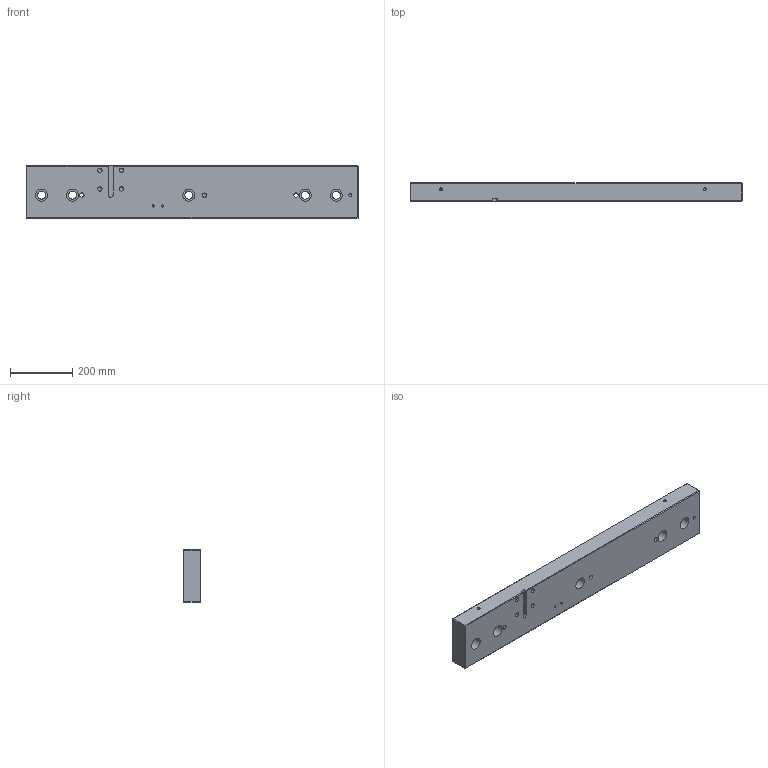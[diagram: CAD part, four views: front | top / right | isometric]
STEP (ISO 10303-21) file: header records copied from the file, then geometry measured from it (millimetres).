
FILE_DESCRIPTION (( 'STEP AP203' ), '1' );
FILE_NAME ('472B22S03-導軌.STEP', '2023-09-28T06:26:07', ( '' ), ( '' ), 'SwSTEP 2.0', 'SolidWorks 2018', '' );
FILE_SCHEMA (( 'CONFIG_CONTROL_DESIGN' ));
Length unit declared in the file: millimetre
Products named in the file (1): 472B22S03-導軌
Bounding box: 1070 x 58 x 170 mm (x, y, z)
Volume: 10201187.3 mm3; surface area: 553654.5 mm2
Topology: 1 solids, 1 shells, 89 faces, 210 edges, 126 vertices
Faces by surface type: plane 34, cylinder 31, cone 24
Full cylindrical faces by diameter (mm): 6.8 x2, 7.9 x2, 8.4 x4, 8.5 x4, 10.2 x1, 14 x7, 26 x5, 39 x5
Entity records: 2563 total; most frequent: CARTESIAN_POINT 708, DIRECTION 376, ORIENTED_EDGE 284, EDGE_LOOP 164, AXIS2_PLACEMENT_3D 160, EDGE_CURVE 142, FACE_OUTER_BOUND 119, VERTEX_POINT 108
